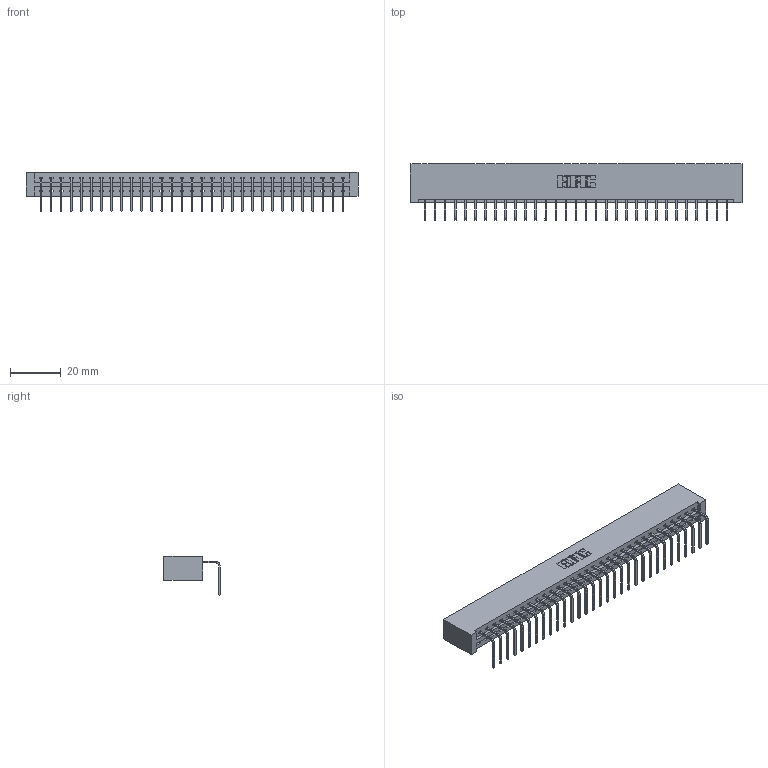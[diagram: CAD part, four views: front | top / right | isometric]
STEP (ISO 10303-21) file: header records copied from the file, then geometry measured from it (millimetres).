
FILE_DESCRIPTION (( 'STEP AP203' ), '1' );
FILE_NAME ('337-031-558-101.STEP', '2018-08-07T03:55:53', ( '' ), ( '' ), 'SwSTEP 2.0', 'SolidWorks 2016', '' );
FILE_SCHEMA (( 'CONFIG_CONTROL_DESIGN' ));
Length unit declared in the file: inch
Products named in the file (3): 337 Part_No Mounting Lugs; 345-292-001_558 Tail - 2; 337-031-558-101
Assembly tree (32 placements, depth 2):
  337-031-558-101
    337 Part_No Mounting Lugs
    345-292-001_558 Tail - 2  x31
Bounding box: 130.71 x 22.17 x 15.37 mm (x, y, z)
Volume: 14289.3 mm3; surface area: 15320.8 mm2
Topology: 32 solids, 32 shells, 2090 faces, 6301 edges, 4158 vertices
Faces by surface type: plane 1554, cylinder 536
Entity records: 24273 total; most frequent: CARTESIAN_POINT 4235, ORIENTED_EDGE 4202, DIRECTION 3579, EDGE_CURVE 2101, VECTOR 1981, LINE 1981, VERTEX_POINT 1398, AXIS2_PLACEMENT_3D 799
